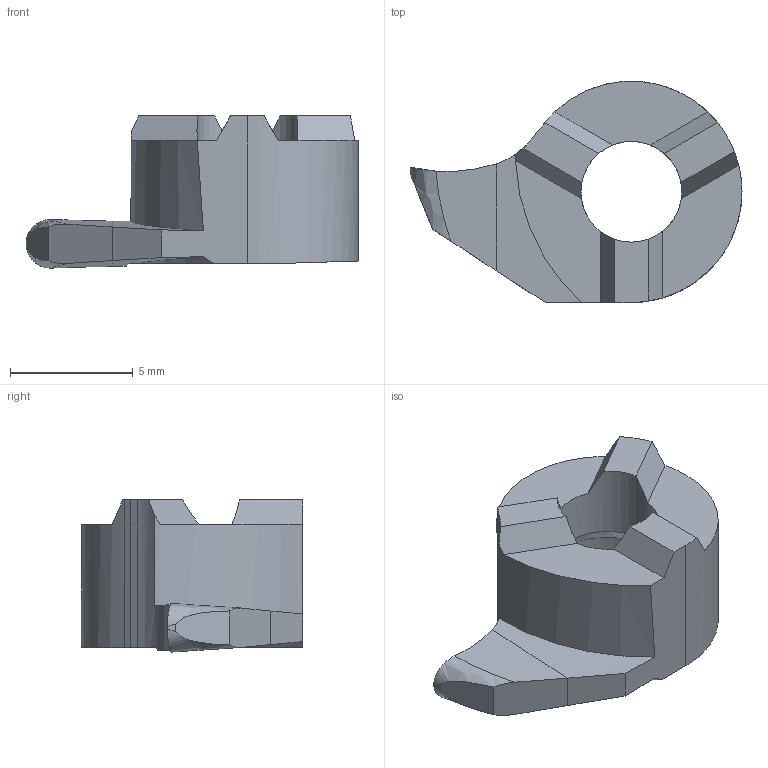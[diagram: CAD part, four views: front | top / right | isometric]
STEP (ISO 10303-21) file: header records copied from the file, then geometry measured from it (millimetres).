
FILE_DESCRIPTION(/* description */ (''),/* implementation_level */ '2;1');
FILE_NAME(/* name */ '1645066966987.stp',/* time_stamp */ '2022-02-17T08:33:03+05:00',/* author */ (''),/* organization */ ('SMS'),/* preprocessor_version */ 'ST-DEVELOPER v16.7',/* originating_system */ 'SIEMENS PLM Software NX 12.0',/* authorisation */ '');
FILE_SCHEMA (('AUTOMOTIVE_DESIGN { 1 0 10303 214 3 1 1 1 }'));
Length unit declared in the file: millimetre
Products named in the file (1): 203826494mod000_00
Bounding box: 13.5 x 9 x 6.19 mm (x, y, z)
Volume: 258 mm3; surface area: 398.4 mm2
Topology: 2 solids, 2 shells, 42 faces, 116 edges, 79 vertices
Faces by surface type: plane 23, cylinder 9, bspline 8, cone 2
Entity records: 1691 total; most frequent: CARTESIAN_POINT 670, ORIENTED_EDGE 230, DIRECTION 169, EDGE_CURVE 115, VERTEX_POINT 75, AXIS2_PLACEMENT_3D 65, ADVANCED_FACE 42, FACE_OUTER_BOUND 42
